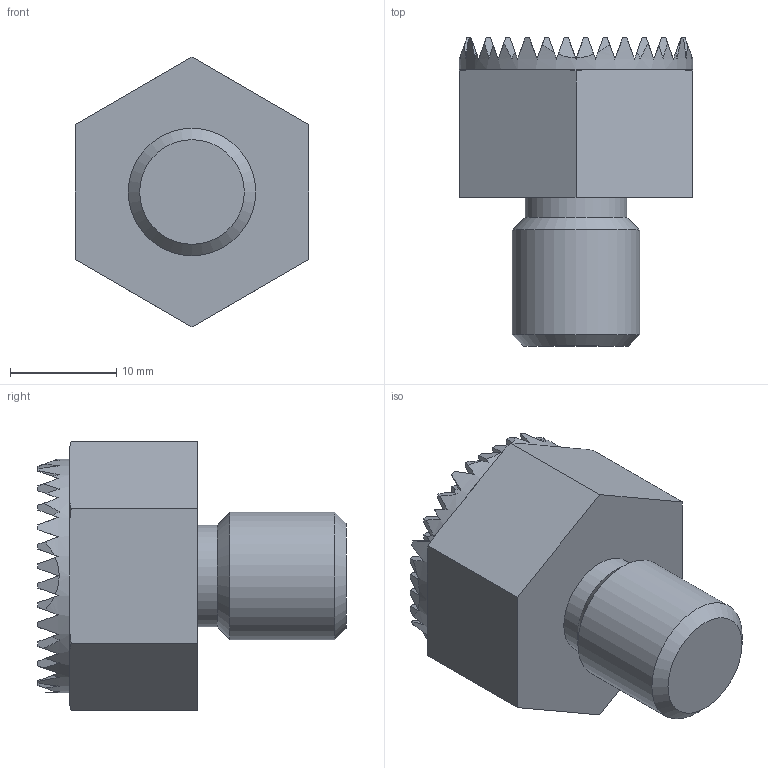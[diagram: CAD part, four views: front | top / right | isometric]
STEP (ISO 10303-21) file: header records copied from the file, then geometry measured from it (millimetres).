
FILE_DESCRIPTION( ( 'STEP AP214' ), '1' );
FILE_NAME( 'K0298.315.stp', '2020-11-27T12:59:51', ( '' ), ( '' ), ' ', 'PARTsolutions', ' ' );
FILE_SCHEMA( ( 'AUTOMOTIVE_DESIGN { 1 0 10303 214 1 1 1 1 }' ) );
Length unit declared in the file: millimetre
Products named in the file (1): _K0298.315
Bounding box: 22 x 29 x 25.4 mm (x, y, z)
Volume: 7207.6 mm3; surface area: 3107.6 mm2
Topology: 1 solids, 1 shells, 423 faces, 1249 edges, 829 vertices
Faces by surface type: plane 412, torus 6, cylinder 3, cone 2
Full cylindrical faces by diameter (mm): 9.6 x1, 12 x1, 22 x1
Entity records: 17315 total; most frequent: CARTESIAN_POINT 2541, ORIENTED_EDGE 2488, DIRECTION 2205, EDGE_CURVE 1244, LINE 1107, VECTOR 1107, VERTEX_POINT 829, AXIS2_PLACEMENT_3D 549
